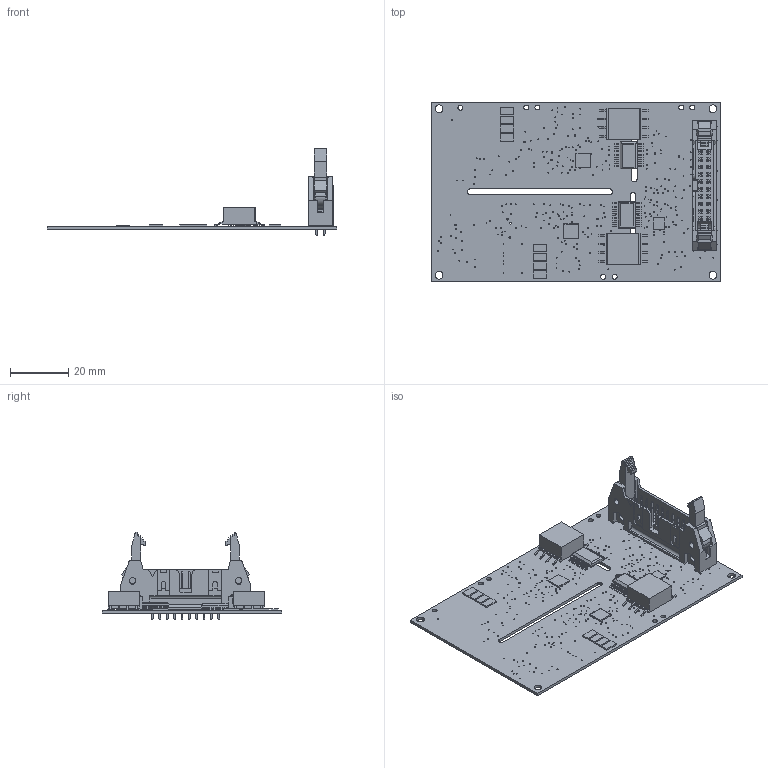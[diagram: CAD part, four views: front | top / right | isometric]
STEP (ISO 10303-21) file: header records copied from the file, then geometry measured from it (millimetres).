
FILE_DESCRIPTION(('STEP AP214'),'1');
FILE_NAME('tmp0.step','2016-07-27T19:42:07',(' '),(' '),'Spatial InterOp 3D',' ',' ');
FILE_SCHEMA(('automotive_design'));
Length unit declared in the file: millimetre
Products named in the file (584): 228; 2; 526; 1; PCB|Board#Board;Board; 10; 71918_Y20_ASM|Next assembly relationship;67018_001; 4; 5; 11; 8; 3; 7; 12; 9; 6
Bounding box: 99.82 x 61.89 x 29.99 mm (x, y, z)
Volume: 10687 mm3; surface area: 20024.3 mm2
Topology: 16 solids, 584 shells, 2862 faces, 9134 edges, 6836 vertices
Faces by surface type: plane 1760, cylinder 854, bspline 228, cone 8, sphere 8, torus 4
Entity records: 144634 total; most frequent: CARTESIAN_POINT 26970, DIRECTION 16250, ORIENTED_EDGE 15684, EDGE_CURVE 9134, VERTEX_POINT 6836, LINE 6342, VECTOR 6342, AXIS2_PLACEMENT_3D 4954
